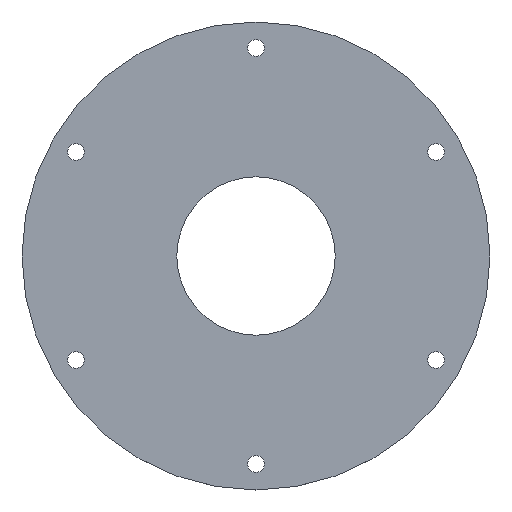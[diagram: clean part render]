
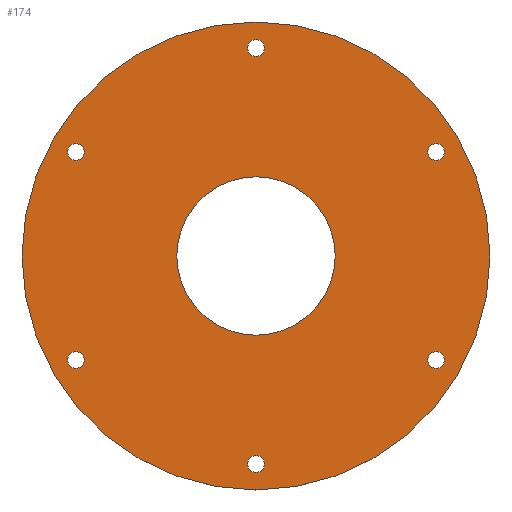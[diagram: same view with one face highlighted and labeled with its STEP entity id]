
A CAD part, top view. The second image highlights one B-rep face of the part: STEP entity #174.
In plain terms, the highlighted planar face has unit normal (0, 0, 1).
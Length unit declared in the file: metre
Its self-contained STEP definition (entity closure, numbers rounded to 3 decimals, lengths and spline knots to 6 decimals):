
#12=PLANE('',#213);
#30=ORIENTED_EDGE('',*,*,#58,.F.);
#31=ORIENTED_EDGE('',*,*,#56,.F.);
#32=ORIENTED_EDGE('',*,*,#54,.F.);
#33=ORIENTED_EDGE('',*,*,#52,.F.);
#34=ORIENTED_EDGE('',*,*,#50,.F.);
#35=ORIENTED_EDGE('',*,*,#48,.F.);
#36=ORIENTED_EDGE('',*,*,#46,.F.);
#37=ORIENTED_EDGE('',*,*,#60,.T.);
#46=EDGE_CURVE('',#62,#62,#78,.T.);
#48=EDGE_CURVE('',#64,#64,#80,.T.);
#50=EDGE_CURVE('',#66,#66,#82,.T.);
#52=EDGE_CURVE('',#68,#68,#84,.T.);
#54=EDGE_CURVE('',#70,#70,#86,.T.);
#56=EDGE_CURVE('',#72,#72,#88,.T.);
#58=EDGE_CURVE('',#74,#74,#90,.T.);
#60=EDGE_CURVE('',#76,#76,#92,.T.);
#62=VERTEX_POINT('',#272);
#64=VERTEX_POINT('',#277);
#66=VERTEX_POINT('',#282);
#68=VERTEX_POINT('',#287);
#70=VERTEX_POINT('',#292);
#72=VERTEX_POINT('',#297);
#74=VERTEX_POINT('',#302);
#76=VERTEX_POINT('',#307);
#78=CIRCLE('',#190,0.0016);
#80=CIRCLE('',#193,0.0016);
#82=CIRCLE('',#196,0.0016);
#84=CIRCLE('',#199,0.0016);
#86=CIRCLE('',#202,0.0016);
#88=CIRCLE('',#205,0.0016);
#90=CIRCLE('',#208,0.015229);
#92=CIRCLE('',#211,0.045);
#110=EDGE_LOOP('',(#30));
#111=EDGE_LOOP('',(#31));
#112=EDGE_LOOP('',(#32));
#113=EDGE_LOOP('',(#33));
#114=EDGE_LOOP('',(#34));
#115=EDGE_LOOP('',(#35));
#116=EDGE_LOOP('',(#36));
#117=EDGE_LOOP('',(#37));
#142=FACE_BOUND('',#110,.T.);
#143=FACE_BOUND('',#111,.T.);
#144=FACE_BOUND('',#112,.T.);
#145=FACE_BOUND('',#113,.T.);
#146=FACE_BOUND('',#114,.T.);
#147=FACE_BOUND('',#115,.T.);
#148=FACE_BOUND('',#116,.T.);
#149=FACE_BOUND('',#117,.T.);
#174=ADVANCED_FACE('',(#142,#143,#144,#145,#146,#147,#148,#149),#12,.T.);
#190=AXIS2_PLACEMENT_3D('',#271,#219,#220);
#193=AXIS2_PLACEMENT_3D('',#276,#225,#226);
#196=AXIS2_PLACEMENT_3D('',#281,#231,#232);
#199=AXIS2_PLACEMENT_3D('',#286,#237,#238);
#202=AXIS2_PLACEMENT_3D('',#291,#243,#244);
#205=AXIS2_PLACEMENT_3D('',#296,#249,#250);
#208=AXIS2_PLACEMENT_3D('',#301,#255,#256);
#211=AXIS2_PLACEMENT_3D('',#306,#261,#262);
#213=AXIS2_PLACEMENT_3D('',#310,#265,#266);
#219=DIRECTION('',(0.,0.,1.));
#220=DIRECTION('',(1.,0.,0.));
#225=DIRECTION('',(0.,0.,1.));
#226=DIRECTION('',(1.,0.,0.));
#231=DIRECTION('',(0.,0.,1.));
#232=DIRECTION('',(1.,0.,0.));
#237=DIRECTION('',(0.,0.,1.));
#238=DIRECTION('',(1.,0.,0.));
#243=DIRECTION('',(0.,0.,1.));
#244=DIRECTION('',(1.,0.,0.));
#249=DIRECTION('',(0.,0.,1.));
#250=DIRECTION('',(1.,0.,0.));
#255=DIRECTION('',(0.,0.,1.));
#256=DIRECTION('',(1.,0.,0.));
#261=DIRECTION('',(0.,0.,1.));
#262=DIRECTION('',(1.,0.,0.));
#265=DIRECTION('',(0.,0.,1.));
#266=DIRECTION('',(1.,0.,0.));
#271=CARTESIAN_POINT('',(-0.034641,0.02,0.001));
#272=CARTESIAN_POINT('',(-0.033041,0.02,0.001));
#276=CARTESIAN_POINT('',(-0.034641,-0.02,0.001));
#277=CARTESIAN_POINT('',(-0.033041,-0.02,0.001));
#281=CARTESIAN_POINT('',(0.,-0.04,0.001));
#282=CARTESIAN_POINT('',(0.0016,-0.04,0.001));
#286=CARTESIAN_POINT('',(0.034641,-0.02,0.001));
#287=CARTESIAN_POINT('',(0.036241,-0.02,0.001));
#291=CARTESIAN_POINT('',(0.034641,0.02,0.001));
#292=CARTESIAN_POINT('',(0.036241,0.02,0.001));
#296=CARTESIAN_POINT('',(0.,0.04,0.001));
#297=CARTESIAN_POINT('',(0.0016,0.04,0.001));
#301=CARTESIAN_POINT('',(0.,0.,0.001));
#302=CARTESIAN_POINT('',(0.015229,0.,0.001));
#306=CARTESIAN_POINT('',(0.,0.,0.001));
#307=CARTESIAN_POINT('',(0.045,0.,0.001));
#310=CARTESIAN_POINT('',(0.,0.,0.001));
